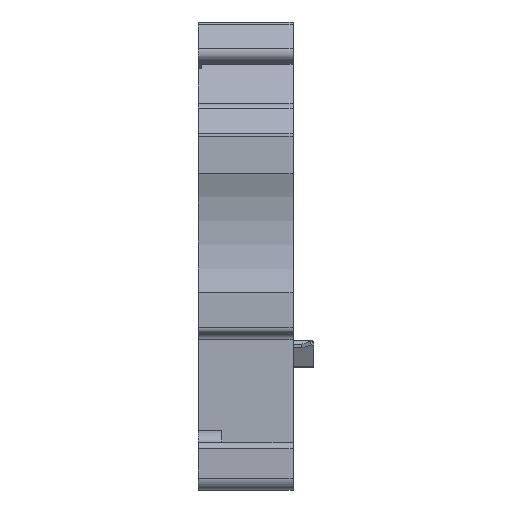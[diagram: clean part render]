
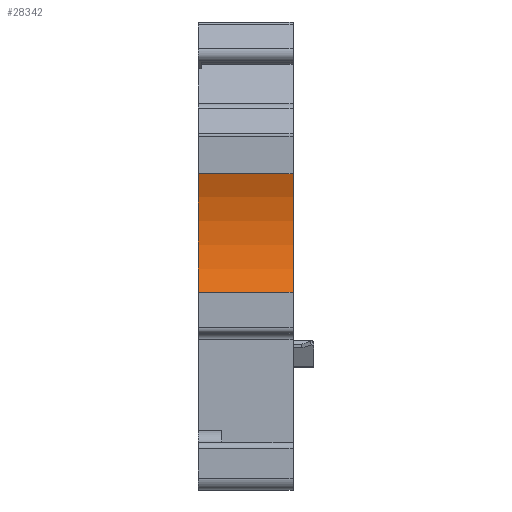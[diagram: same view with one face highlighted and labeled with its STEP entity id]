
A CAD part, left-side view. The second image highlights one B-rep face of the part: STEP entity #28342.
In plain terms, the highlighted cylindrical face has radius 13 mm (diameter 26 mm), a partial arc.
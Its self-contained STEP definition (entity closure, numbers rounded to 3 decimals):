
#162=CYLINDRICAL_SURFACE('',#29572,13.);
#426=CIRCLE('',#29385,13.);
#494=CIRCLE('',#29573,13.);
#2057=LINE('',#44741,#4299);
#2058=LINE('',#44745,#4300);
#4299=VECTOR('',#33015,1000.);
#4300=VECTOR('',#33020,1000.);
#8343=ORIENTED_EDGE('',*,*,#12810,.T.);
#8344=ORIENTED_EDGE('',*,*,#13127,.T.);
#8345=ORIENTED_EDGE('',*,*,#13128,.F.);
#8346=ORIENTED_EDGE('',*,*,#13129,.T.);
#12810=EDGE_CURVE('',#15490,#15489,#426,.F.);
#13127=EDGE_CURVE('',#15489,#15685,#2057,.T.);
#13128=EDGE_CURVE('',#15686,#15685,#494,.T.);
#13129=EDGE_CURVE('',#15686,#15490,#2058,.F.);
#15489=VERTEX_POINT('',#44106);
#15490=VERTEX_POINT('',#44108);
#15685=VERTEX_POINT('',#44740);
#15686=VERTEX_POINT('',#44744);
#17533=EDGE_LOOP('',(#8343,#8344,#8345,#8346));
#18769=FACE_BOUND('',#17533,.T.);
#28342=ADVANCED_FACE('',(#18769),#162,.F.);
#29385=AXIS2_PLACEMENT_3D('',#44107,#32394,#32395);
#29572=AXIS2_PLACEMENT_3D('',#44742,#33016,#33017);
#29573=AXIS2_PLACEMENT_3D('',#44743,#33018,#33019);
#32394=DIRECTION('',(0.,-1.,0.));
#32395=DIRECTION('',(0.,0.,-1.));
#33015=DIRECTION('',(0.,-1.,0.));
#33016=DIRECTION('',(0.,-1.,0.));
#33017=DIRECTION('',(0.,0.,-1.));
#33018=DIRECTION('',(0.,1.,0.));
#33019=DIRECTION('',(-1.,0.,0.));
#33020=DIRECTION('',(0.,-1.,0.));
#44106=CARTESIAN_POINT('',(-45.5,0.,-3.05));
#44107=CARTESIAN_POINT('',(-57.5,0.,1.95));
#44108=CARTESIAN_POINT('',(-45.5,0.,6.95));
#44740=CARTESIAN_POINT('',(-45.5,-8.,-3.05));
#44741=CARTESIAN_POINT('',(-45.5,93.357,-3.05));
#44742=CARTESIAN_POINT('',(-57.5,93.357,1.95));
#44743=CARTESIAN_POINT('',(-57.5,-8.,1.95));
#44744=CARTESIAN_POINT('',(-45.5,-8.,6.95));
#44745=CARTESIAN_POINT('',(-45.5,93.357,6.95));
